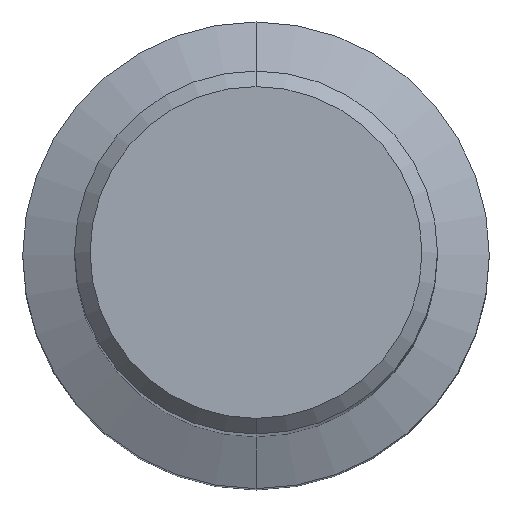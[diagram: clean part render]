
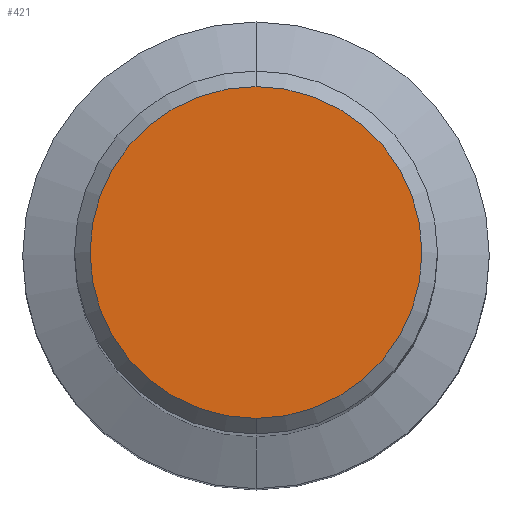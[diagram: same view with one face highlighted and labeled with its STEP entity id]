
A CAD part, top view. The second image highlights one B-rep face of the part: STEP entity #421.
In plain terms, the highlighted planar face has unit normal (0, 0, 1).
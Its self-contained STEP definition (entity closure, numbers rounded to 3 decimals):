
#255=EDGE_CURVE('',#429,#301,#617,.T.);
#301=VERTEX_POINT('',#665);
#421=ADVANCED_FACE('',(#799),#800,.T.);
#425=EDGE_CURVE('',#301,#429,#804,.T.);
#429=VERTEX_POINT('',#809);
#617=CIRCLE('',#1084,6.4);
#665=CARTESIAN_POINT('',(0.0,6.4,0.0));
#799=FACE_OUTER_BOUND('',#1478,.T.);
#800=PLANE('',#1479);
#804=CIRCLE('',#1484,6.4);
#809=CARTESIAN_POINT('',(0.,-6.4,0.0));
#1084=AXIS2_PLACEMENT_3D('',#1791,#1792,#1793);
#1478=EDGE_LOOP('',(#1991,#1992));
#1479=AXIS2_PLACEMENT_3D('',#1993,#1994,#1995);
#1484=AXIS2_PLACEMENT_3D('',#1996,#1997,#1998);
#1791=CARTESIAN_POINT('',(0.0,0.0,0.0));
#1792=DIRECTION('',(0.0,0.0,-1.0));
#1793=DIRECTION('',(0.0,1.0,0.0));
#1991=ORIENTED_EDGE('',*,*,#425,.F.);
#1992=ORIENTED_EDGE('',*,*,#255,.F.);
#1993=CARTESIAN_POINT('',(0.0,3.2,0.0));
#1994=DIRECTION('',(-0.0,0.0,1.0));
#1995=DIRECTION('',(0.0,-1.0,0.0));
#1996=CARTESIAN_POINT('',(0.0,0.0,0.0));
#1997=DIRECTION('',(0.0,0.0,-1.0));
#1998=DIRECTION('',(0.0,1.0,0.0));
